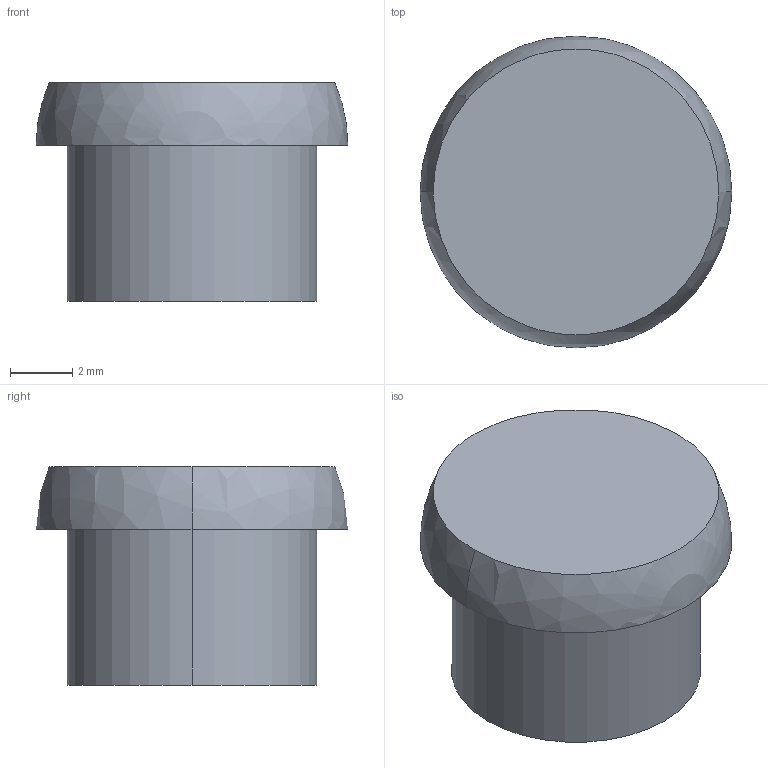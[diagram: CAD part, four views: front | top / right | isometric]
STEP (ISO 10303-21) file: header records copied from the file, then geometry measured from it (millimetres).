
FILE_DESCRIPTION (( 'STEP AP214' ), '1' );
FILE_NAME ('pipe_top.STEP', '2026-02-02T22:00:05', ( '' ), ( '' ), 'SwSTEP 2.0', 'SolidWorks 2022', '' );
FILE_SCHEMA (( 'AUTOMOTIVE_DESIGN' ));
Length unit declared in the file: millimetre
Products named in the file (1): pipe_top
Bounding box: 10 x 10 x 7 mm (x, y, z)
Volume: 400 mm3; surface area: 333 mm2
Topology: 1 solids, 1 shells, 7 faces, 16 edges, 10 vertices
Faces by surface type: plane 3, sphere 2, cylinder 2
Entity records: 210 total; most frequent: DIRECTION 38, CARTESIAN_POINT 28, ORIENTED_EDGE 24, AXIS2_PLACEMENT_3D 18, EDGE_CURVE 12, CIRCLE 10, VERTEX_POINT 8, EDGE_LOOP 8
